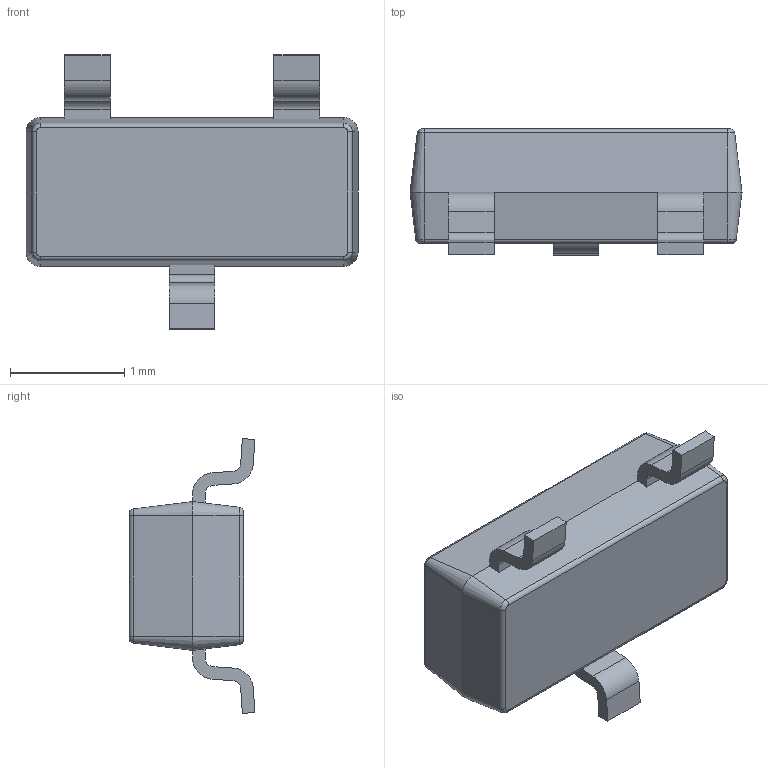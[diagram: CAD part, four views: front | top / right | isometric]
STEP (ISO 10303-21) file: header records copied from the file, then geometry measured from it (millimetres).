
FILE_DESCRIPTION (( 'STEP AP214' ), '1' );
FILE_NAME ('DMG2305UX-13.STEP', '2020-01-17T22:49:09', ( '' ), ( '' ), 'SwSTEP 2.0', 'SolidWorks 2017', '' );
FILE_SCHEMA (( 'AUTOMOTIVE_DESIGN' ));
Length unit declared in the file: millimetre
Products named in the file (1): DMG2305UX-13
Bounding box: 2.9 x 1.1 x 2.4 mm (x, y, z)
Volume: 3.6 mm3; surface area: 17.3 mm2
Topology: 5 solids, 5 shells, 83 faces, 192 edges, 120 vertices
Faces by surface type: plane 43, cylinder 24, cone 8, torus 8
Entity records: 2412 total; most frequent: DIRECTION 428, CARTESIAN_POINT 396, ORIENTED_EDGE 384, EDGE_CURVE 192, AXIS2_PLACEMENT_3D 152, VECTOR 124, LINE 124, VERTEX_POINT 120
